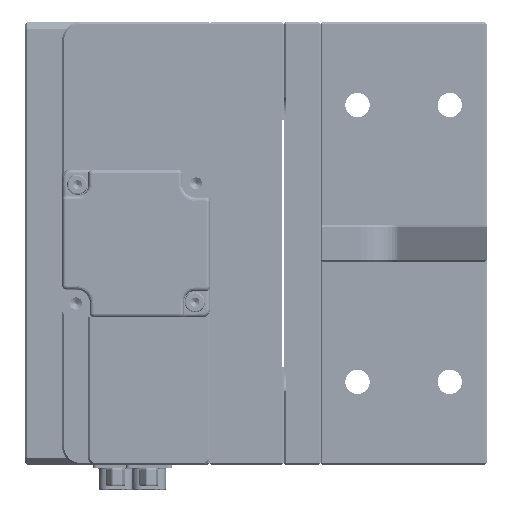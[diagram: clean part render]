
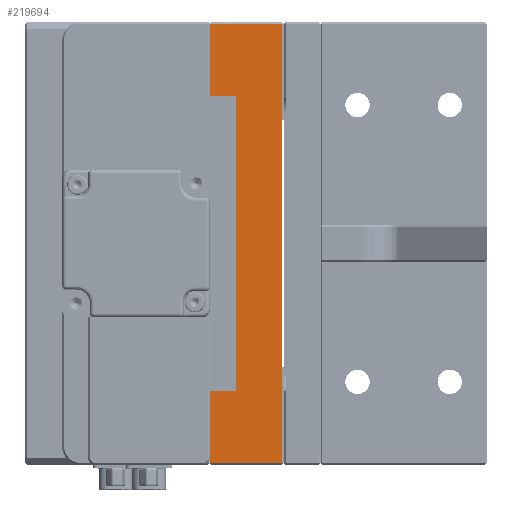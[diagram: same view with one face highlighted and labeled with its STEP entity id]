
A CAD part, left-side view. The second image highlights one B-rep face of the part: STEP entity #219694.
In plain terms, the highlighted planar face has unit normal (-1, 0, 0).
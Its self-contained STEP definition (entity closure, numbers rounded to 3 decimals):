
#6166 = EDGE_CURVE ( 'NONE', #73184, #296530, #158821, .T. ) ;
#13910 = VECTOR ( 'NONE', #187090, 1000. ) ;
#14237 = LINE ( 'NONE', #166797, #94227 ) ;
#17232 = VECTOR ( 'NONE', #176045, 1000. ) ;
#19286 = ORIENTED_EDGE ( 'NONE', *, *, #247511, .T. ) ;
#19335 = DIRECTION ( 'NONE',  ( 0., 0., 1. ) ) ;
#20888 = ORIENTED_EDGE ( 'NONE', *, *, #36329, .F. ) ;
#20928 = DIRECTION ( 'NONE',  ( 0., 1., 0. ) ) ;
#20944 = EDGE_CURVE ( 'NONE', #280286, #25686, #178699, .T. ) ;
#21586 = EDGE_CURVE ( 'NONE', #314987, #25686, #132434, .T. ) ;
#22079 = DIRECTION ( 'NONE',  ( 0., 1., 0. ) ) ;
#23459 = EDGE_LOOP ( 'NONE', ( #75976, #170290, #19286, #43102, #107716, #166187, #20888, #77415, #270634, #294285 ) ) ;
#25686 = VERTEX_POINT ( 'NONE', #239458 ) ;
#26517 = VERTEX_POINT ( 'NONE', #132616 ) ;
#31302 = CARTESIAN_POINT ( 'NONE',  ( -204., 20., 60. ) ) ;
#36329 = EDGE_CURVE ( 'NONE', #26517, #89967, #64668, .T. ) ;
#43102 = ORIENTED_EDGE ( 'NONE', *, *, #234157, .F. ) ;
#49084 = AXIS2_PLACEMENT_3D ( 'NONE', #311748, #187340, #65049 ) ;
#50680 = CARTESIAN_POINT ( 'NONE',  ( -204., -91.302, 40. ) ) ;
#52036 = LINE ( 'NONE', #256361, #13910 ) ;
#64668 = LINE ( 'NONE', #31302, #281731 ) ;
#65049 = DIRECTION ( 'NONE',  ( 0., 0., -1. ) ) ;
#72671 = VERTEX_POINT ( 'NONE', #191972 ) ;
#73184 = VERTEX_POINT ( 'NONE', #89212 ) ;
#73252 = EDGE_CURVE ( 'NONE', #314987, #270660, #14237, .T. ) ;
#75232 = VECTOR ( 'NONE', #22079, 1000. ) ;
#75976 = ORIENTED_EDGE ( 'NONE', *, *, #20944, .F. ) ;
#77415 = ORIENTED_EDGE ( 'NONE', *, *, #97195, .F. ) ;
#80239 = CARTESIAN_POINT ( 'NONE',  ( -204., 20., -59.5 ) ) ;
#89212 = CARTESIAN_POINT ( 'NONE',  ( -204., 0.5, 33.5 ) ) ;
#89967 = VERTEX_POINT ( 'NONE', #256734 ) ;
#93239 = VERTEX_POINT ( 'NONE', #240537 ) ;
#93378 = DIRECTION ( 'NONE',  ( 0., 0., 1. ) ) ;
#94227 = VECTOR ( 'NONE', #266697, 1000. ) ;
#97195 = EDGE_CURVE ( 'NONE', #270660, #26517, #115562, .T. ) ;
#107716 = ORIENTED_EDGE ( 'NONE', *, *, #6166, .T. ) ;
#115562 = LINE ( 'NONE', #50680, #134796 ) ;
#117475 = CARTESIAN_POINT ( 'NONE',  ( -204., 20., -59.5 ) ) ;
#120350 = CARTESIAN_POINT ( 'NONE',  ( -204., 20., 60. ) ) ;
#120652 = VECTOR ( 'NONE', #93378, 1000. ) ;
#121593 = FACE_OUTER_BOUND ( 'NONE', #23459, .T. ) ;
#126884 = CARTESIAN_POINT ( 'NONE',  ( -204., 13., 40. ) ) ;
#132434 = LINE ( 'NONE', #215696, #75232 ) ;
#132616 = CARTESIAN_POINT ( 'NONE',  ( -204., 20., 40. ) ) ;
#134796 = VECTOR ( 'NONE', #240177, 1000. ) ;
#139042 = LINE ( 'NONE', #80239, #17232 ) ;
#155341 = CARTESIAN_POINT ( 'NONE',  ( -204., 13., -40. ) ) ;
#158821 = LINE ( 'NONE', #239144, #120652 ) ;
#160726 = EDGE_CURVE ( 'NONE', #296530, #89967, #298431, .T. ) ;
#164596 = CARTESIAN_POINT ( 'NONE',  ( -204., 20., 59.5 ) ) ;
#166187 = ORIENTED_EDGE ( 'NONE', *, *, #160726, .T. ) ;
#166797 = CARTESIAN_POINT ( 'NONE',  ( -204., 13., -40. ) ) ;
#170290 = ORIENTED_EDGE ( 'NONE', *, *, #225247, .T. ) ;
#172385 = CARTESIAN_POINT ( 'NONE',  ( -204., 0.5, 59.5 ) ) ;
#176045 = DIRECTION ( 'NONE',  ( 0., -1., 0. ) ) ;
#178699 = LINE ( 'NONE', #120350, #232214 ) ;
#181065 = CARTESIAN_POINT ( 'NONE',  ( -204., 0.5, -33.5 ) ) ;
#187090 = DIRECTION ( 'NONE',  ( 0., 0., -1. ) ) ;
#187340 = DIRECTION ( 'NONE',  ( 1., 0., 0. ) ) ;
#191972 = CARTESIAN_POINT ( 'NONE',  ( -204., 0.5, -33.5 ) ) ;
#215696 = CARTESIAN_POINT ( 'NONE',  ( -204., -91.302, -40. ) ) ;
#219694 = ADVANCED_FACE ( 'NONE', ( #121593 ), #258707, .F. ) ;
#225247 = EDGE_CURVE ( 'NONE', #280286, #93239, #139042, .T. ) ;
#225849 = DIRECTION ( 'NONE',  ( 0., 0., 1. ) ) ;
#232214 = VECTOR ( 'NONE', #19335, 1000. ) ;
#234157 = EDGE_CURVE ( 'NONE', #73184, #72671, #52036, .T. ) ;
#239144 = CARTESIAN_POINT ( 'NONE',  ( -204., 0.5, 60. ) ) ;
#239458 = CARTESIAN_POINT ( 'NONE',  ( -204., 20., -40. ) ) ;
#240177 = DIRECTION ( 'NONE',  ( 0., 1., 0. ) ) ;
#240537 = CARTESIAN_POINT ( 'NONE',  ( -204., 0.5, -59.5 ) ) ;
#247511 = EDGE_CURVE ( 'NONE', #93239, #72671, #289367, .T. ) ;
#256361 = CARTESIAN_POINT ( 'NONE',  ( -204., 0.5, -33.5 ) ) ;
#256734 = CARTESIAN_POINT ( 'NONE',  ( -204., 20., 59.5 ) ) ;
#256800 = DIRECTION ( 'NONE',  ( 0., 0., 1. ) ) ;
#258707 = PLANE ( 'NONE',  #49084 ) ;
#266697 = DIRECTION ( 'NONE',  ( 0., 0., 1. ) ) ;
#270634 = ORIENTED_EDGE ( 'NONE', *, *, #73252, .F. ) ;
#270660 = VERTEX_POINT ( 'NONE', #126884 ) ;
#280286 = VERTEX_POINT ( 'NONE', #117475 ) ;
#281731 = VECTOR ( 'NONE', #256800, 1000. ) ;
#281778 = VECTOR ( 'NONE', #225849, 1000. ) ;
#289367 = LINE ( 'NONE', #181065, #281778 ) ;
#294285 = ORIENTED_EDGE ( 'NONE', *, *, #21586, .T. ) ;
#296530 = VERTEX_POINT ( 'NONE', #172385 ) ;
#298431 = LINE ( 'NONE', #164596, #306055 ) ;
#306055 = VECTOR ( 'NONE', #20928, 1000. ) ;
#311748 = CARTESIAN_POINT ( 'NONE',  ( -204., 20., 60. ) ) ;
#314987 = VERTEX_POINT ( 'NONE', #155341 ) ;
